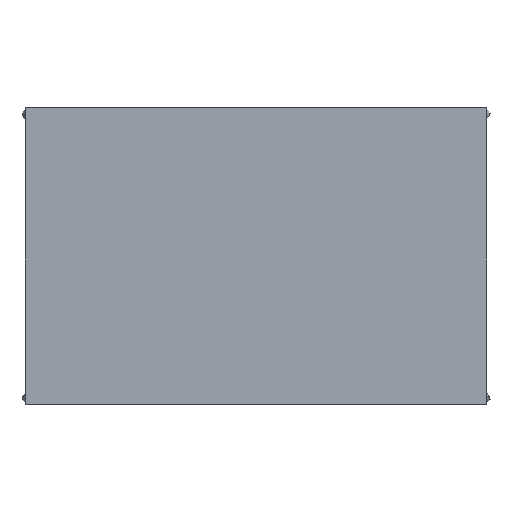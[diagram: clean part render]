
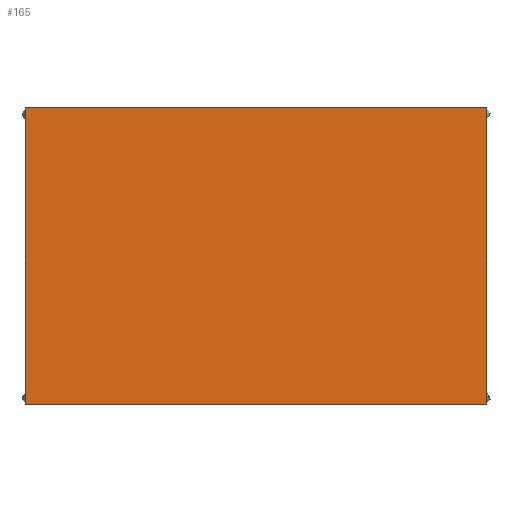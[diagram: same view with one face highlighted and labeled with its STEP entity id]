
A CAD part, top view. The second image highlights one B-rep face of the part: STEP entity #165.
In plain terms, the highlighted planar face has unit normal (0, 0, 1).
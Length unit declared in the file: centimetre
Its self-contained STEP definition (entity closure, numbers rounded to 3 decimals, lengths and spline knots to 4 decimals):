
#165=ADVANCED_FACE($,(#251),#1019,.T.);
#251=FACE_OUTER_BOUND($,#337,.T.);
#337=EDGE_LOOP($,(#573,#574,#575,#576));
#573=ORIENTED_EDGE($,*,*,#809,.T.);
#574=ORIENTED_EDGE($,*,*,#810,.T.);
#575=ORIENTED_EDGE($,*,*,#811,.T.);
#576=ORIENTED_EDGE($,*,*,#812,.T.);
#809=EDGE_CURVE($,#943,#944,#1110,.T.);
#810=EDGE_CURVE($,#944,#945,#1111,.T.);
#811=EDGE_CURVE($,#945,#946,#1112,.T.);
#812=EDGE_CURVE($,#946,#943,#1113,.T.);
#943=VERTEX_POINT($,#2127);
#944=VERTEX_POINT($,#2128);
#945=VERTEX_POINT($,#2129);
#946=VERTEX_POINT($,#2130);
#1019=PLANE($,#1276);
#1110=B_SPLINE_CURVE_WITH_KNOTS($,1,(#2097,#2098),.UNSPECIFIED.,.F.,.F.,
(2,2),(0.,140.),.UNSPECIFIED.);
#1111=B_SPLINE_CURVE_WITH_KNOTS($,1,(#2099,#2100),.UNSPECIFIED.,.F.,.F.,
(2,2),(0.,90.),.UNSPECIFIED.);
#1112=B_SPLINE_CURVE_WITH_KNOTS($,1,(#2101,#2102),.UNSPECIFIED.,.F.,.F.,
(2,2),(0.,140.),.UNSPECIFIED.);
#1113=B_SPLINE_CURVE_WITH_KNOTS($,1,(#2103,#2104),.UNSPECIFIED.,.F.,.F.,
(2,2),(0.,90.),.UNSPECIFIED.);
#1276=AXIS2_PLACEMENT_3D($,#2125,#1329,$);
#1329=DIRECTION($,(0.,0.,1.));
#2097=CARTESIAN_POINT($,(0.,-0.5,75.95));
#2098=CARTESIAN_POINT($,(140.,-0.5,75.95));
#2099=CARTESIAN_POINT($,(140.,-0.5,75.95));
#2100=CARTESIAN_POINT($,(140.,89.5,75.95));
#2101=CARTESIAN_POINT($,(140.,89.5,75.95));
#2102=CARTESIAN_POINT($,(0.,89.5,75.95));
#2103=CARTESIAN_POINT($,(0.,89.5,75.95));
#2104=CARTESIAN_POINT($,(0.,-0.5,75.95));
#2125=CARTESIAN_POINT($,(0.,-0.5,75.95));
#2127=CARTESIAN_POINT($,(0.,-0.5,75.95));
#2128=CARTESIAN_POINT($,(140.,-0.5,75.95));
#2129=CARTESIAN_POINT($,(140.,89.5,75.95));
#2130=CARTESIAN_POINT($,(0.,89.5,75.95));
